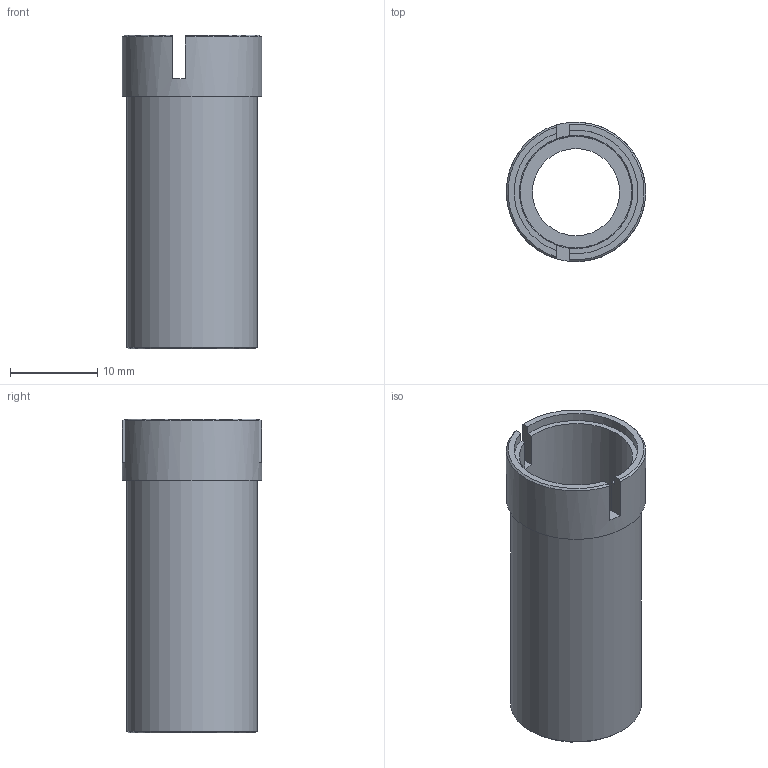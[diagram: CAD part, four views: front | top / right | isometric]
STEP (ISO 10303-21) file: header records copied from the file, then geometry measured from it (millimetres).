
FILE_DESCRIPTION(/* description */ (''),/* implementation_level */ '2;1');
FILE_NAME(/* name */ 'Е8112 Гильза v3.1 АПЯС.713142.026.stp',/* time_stamp */ '2018-05-24T12:06:20+03:00',/* author */ (''),/* organization */ (''),/* preprocessor_version */ 'ST-DEVELOPER v16',/* originating_system */ 'SIEMENS PLM Software NX 10.0',/* authorisation */ '');
FILE_SCHEMA (('AUTOMOTIVE_DESIGN { 1 0 10303 214 3 1 1 1 }'));
Length unit declared in the file: millimetre
Products named in the file (1): Cont25B448BC85iy
Bounding box: 16 x 16 x 36 mm (x, y, z)
Volume: 1475.4 mm3; surface area: 3454.3 mm2
Topology: 1 solids, 1 shells, 26 faces, 64 edges, 42 vertices
Faces by surface type: plane 14, cylinder 7, cone 3, torus 2
Full cylindrical faces by diameter (mm): 10 x1, 13 x1, 13.6 x1, 15 x1, 16 x1
Entity records: 750 total; most frequent: CARTESIAN_POINT 131, DIRECTION 128, ORIENTED_EDGE 106, EDGE_CURVE 53, AXIS2_PLACEMENT_3D 52, VERTEX_POINT 39, EDGE_LOOP 38, ADVANCED_FACE 26
